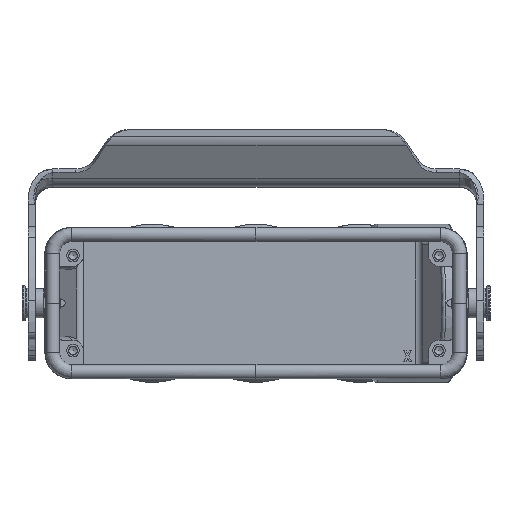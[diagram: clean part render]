
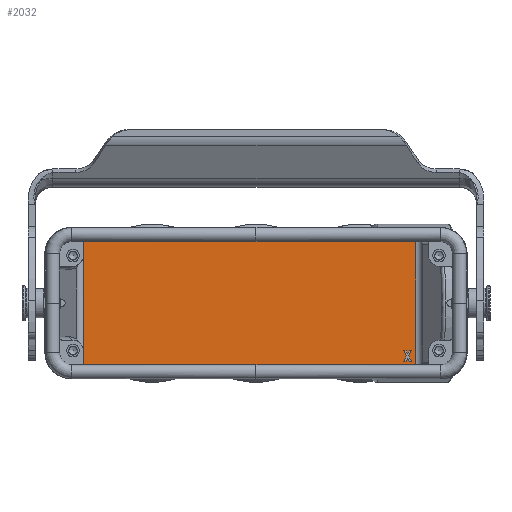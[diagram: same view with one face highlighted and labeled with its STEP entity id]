
A CAD part, front view. The second image highlights one B-rep face of the part: STEP entity #2032.
In plain terms, the highlighted planar face has unit normal (0, -1, 0).
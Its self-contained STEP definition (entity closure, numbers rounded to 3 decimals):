
#272=FACE_BOUND('',#4152,.T.);
#273=FACE_BOUND('',#4153,.T.);
#2032=ADVANCED_FACE('',(#272,#273),#2361,.F.);
#2361=PLANE('',#16727);
#4152=EDGE_LOOP('',(#9494,#9495,#9496,#9497,#9498,#9499));
#4153=EDGE_LOOP('',(#9500,#9501,#9502,#9503,#9504,#9505,#9506,#9507,#9508,
#9509,#9510,#9511));
#5126=CIRCLE('',#16718,1.);
#5129=CIRCLE('',#16725,1.);
#9494=ORIENTED_EDGE('',*,*,#13263,.F.);
#9495=ORIENTED_EDGE('',*,*,#13260,.F.);
#9496=ORIENTED_EDGE('',*,*,#13258,.F.);
#9497=ORIENTED_EDGE('',*,*,#13256,.F.);
#9498=ORIENTED_EDGE('',*,*,#13253,.F.);
#9499=ORIENTED_EDGE('',*,*,#13251,.F.);
#9500=ORIENTED_EDGE('',*,*,#13264,.F.);
#9501=ORIENTED_EDGE('',*,*,#13265,.F.);
#9502=ORIENTED_EDGE('',*,*,#13266,.F.);
#9503=ORIENTED_EDGE('',*,*,#13267,.F.);
#9504=ORIENTED_EDGE('',*,*,#13268,.F.);
#9505=ORIENTED_EDGE('',*,*,#13269,.F.);
#9506=ORIENTED_EDGE('',*,*,#13270,.F.);
#9507=ORIENTED_EDGE('',*,*,#13271,.F.);
#9508=ORIENTED_EDGE('',*,*,#13272,.F.);
#9509=ORIENTED_EDGE('',*,*,#13273,.F.);
#9510=ORIENTED_EDGE('',*,*,#13274,.F.);
#9511=ORIENTED_EDGE('',*,*,#13275,.F.);
#11019=VERTEX_POINT('',#32889);
#11020=VERTEX_POINT('',#32891);
#11021=VERTEX_POINT('',#32898);
#11022=VERTEX_POINT('',#32903);
#11023=VERTEX_POINT('',#32907);
#11024=VERTEX_POINT('',#32911);
#11025=VERTEX_POINT('',#32918);
#11026=VERTEX_POINT('',#32919);
#11027=VERTEX_POINT('',#32921);
#11028=VERTEX_POINT('',#32923);
#11029=VERTEX_POINT('',#32925);
#11030=VERTEX_POINT('',#32927);
#11031=VERTEX_POINT('',#32929);
#11032=VERTEX_POINT('',#32931);
#11033=VERTEX_POINT('',#32933);
#11034=VERTEX_POINT('',#32935);
#11035=VERTEX_POINT('',#32937);
#11036=VERTEX_POINT('',#32939);
#13251=EDGE_CURVE('',#11019,#11020,#14316,.T.);
#13253=EDGE_CURVE('',#11020,#11021,#5126,.T.);
#13256=EDGE_CURVE('',#11021,#11022,#14319,.T.);
#13258=EDGE_CURVE('',#11022,#11023,#14320,.T.);
#13260=EDGE_CURVE('',#11023,#11024,#14321,.T.);
#13263=EDGE_CURVE('',#11024,#11019,#5129,.T.);
#13264=EDGE_CURVE('',#11025,#11026,#14324,.T.);
#13265=EDGE_CURVE('',#11027,#11025,#14325,.T.);
#13266=EDGE_CURVE('',#11028,#11027,#14326,.T.);
#13267=EDGE_CURVE('',#11029,#11028,#14327,.T.);
#13268=EDGE_CURVE('',#11030,#11029,#14328,.T.);
#13269=EDGE_CURVE('',#11031,#11030,#14329,.T.);
#13270=EDGE_CURVE('',#11032,#11031,#14330,.T.);
#13271=EDGE_CURVE('',#11033,#11032,#14331,.T.);
#13272=EDGE_CURVE('',#11034,#11033,#14332,.T.);
#13273=EDGE_CURVE('',#11035,#11034,#14333,.T.);
#13274=EDGE_CURVE('',#11036,#11035,#14334,.T.);
#13275=EDGE_CURVE('',#11026,#11036,#14335,.T.);
#14316=LINE('',#32890,#15428);
#14319=LINE('',#32902,#15431);
#14320=LINE('',#32906,#15432);
#14321=LINE('',#32910,#15433);
#14324=LINE('',#32917,#15436);
#14325=LINE('',#32920,#15437);
#14326=LINE('',#32922,#15438);
#14327=LINE('',#32924,#15439);
#14328=LINE('',#32926,#15440);
#14329=LINE('',#32928,#15441);
#14330=LINE('',#32930,#15442);
#14331=LINE('',#32932,#15443);
#14332=LINE('',#32934,#15444);
#14333=LINE('',#32936,#15445);
#14334=LINE('',#32938,#15446);
#14335=LINE('',#32940,#15447);
#15428=VECTOR('',#20306,1.);
#15431=VECTOR('',#20315,1.);
#15432=VECTOR('',#20320,1.);
#15433=VECTOR('',#20325,1.);
#15436=VECTOR('',#20334,1.);
#15437=VECTOR('',#20335,1.);
#15438=VECTOR('',#20336,1.);
#15439=VECTOR('',#20337,1.);
#15440=VECTOR('',#20338,1.);
#15441=VECTOR('',#20339,1.);
#15442=VECTOR('',#20340,1.);
#15443=VECTOR('',#20341,1.);
#15444=VECTOR('',#20342,1.);
#15445=VECTOR('',#20343,1.);
#15446=VECTOR('',#20344,1.);
#15447=VECTOR('',#20345,1.);
#16718=AXIS2_PLACEMENT_3D('',#32897,#20309,#20310);
#16725=AXIS2_PLACEMENT_3D('',#32915,#20330,#20331);
#16727=AXIS2_PLACEMENT_3D('',#32941,#20346,#20347);
#20306=DIRECTION('',(0.,0.,1.));
#20309=DIRECTION('',(0.,1.,0.));
#20310=DIRECTION('',(-0.961,0.,0.275));
#20315=DIRECTION('',(1.,0.,0.));
#20320=DIRECTION('',(0.,0.,-1.));
#20325=DIRECTION('',(-1.,0.,0.));
#20330=DIRECTION('',(0.,1.,0.));
#20331=DIRECTION('',(0.,0.,-1.));
#20334=DIRECTION('',(0.447,0.,0.894));
#20335=DIRECTION('',(1.,0.,0.));
#20336=DIRECTION('',(-0.454,0.,-0.891));
#20337=DIRECTION('',(0.469,0.,-0.883));
#20338=DIRECTION('',(-1.,0.,0.));
#20339=DIRECTION('',(-0.472,0.,0.881));
#20340=DIRECTION('',(-0.472,0.,-0.881));
#20341=DIRECTION('',(-1.,0.,0.));
#20342=DIRECTION('',(0.454,0.,0.891));
#20343=DIRECTION('',(-0.454,0.,0.891));
#20344=DIRECTION('',(1.,0.,0.));
#20345=DIRECTION('',(0.447,0.,-0.894));
#20346=DIRECTION('',(0.,1.,0.));
#20347=DIRECTION('',(1.,0.,0.));
#32889=CARTESIAN_POINT('',(-37.841,0.102,-17.025));
#32890=CARTESIAN_POINT('',(-37.841,0.102,-17.025));
#32891=CARTESIAN_POINT('',(-37.841,0.102,17.025));
#32897=CARTESIAN_POINT('',(-36.879,0.102,16.75));
#32898=CARTESIAN_POINT('',(-36.879,0.102,17.75));
#32902=CARTESIAN_POINT('',(-36.879,0.102,17.75));
#32903=CARTESIAN_POINT('',(56.563,0.102,17.75));
#32906=CARTESIAN_POINT('',(56.563,0.102,17.75));
#32907=CARTESIAN_POINT('',(56.563,0.102,-17.75));
#32910=CARTESIAN_POINT('',(56.563,0.102,-17.75));
#32911=CARTESIAN_POINT('',(-36.879,0.102,-17.75));
#32915=CARTESIAN_POINT('',(-36.879,0.102,-16.75));
#32917=CARTESIAN_POINT('',(53.881,0.102,-16.5));
#32918=CARTESIAN_POINT('',(53.881,0.102,-16.5));
#32919=CARTESIAN_POINT('',(54.331,0.102,-15.6));
#32920=CARTESIAN_POINT('',(53.221,0.102,-16.5));
#32921=CARTESIAN_POINT('',(53.221,0.102,-16.5));
#32922=CARTESIAN_POINT('',(54.001,0.102,-14.97));
#32923=CARTESIAN_POINT('',(54.001,0.102,-14.97));
#32924=CARTESIAN_POINT('',(53.221,0.102,-13.5));
#32925=CARTESIAN_POINT('',(53.221,0.102,-13.5));
#32926=CARTESIAN_POINT('',(53.881,0.102,-13.5));
#32927=CARTESIAN_POINT('',(53.881,0.102,-13.5));
#32928=CARTESIAN_POINT('',(54.331,0.102,-14.34));
#32929=CARTESIAN_POINT('',(54.331,0.102,-14.34));
#32930=CARTESIAN_POINT('',(54.781,0.102,-13.5));
#32931=CARTESIAN_POINT('',(54.781,0.102,-13.5));
#32932=CARTESIAN_POINT('',(55.411,0.102,-13.5));
#32933=CARTESIAN_POINT('',(55.411,0.102,-13.5));
#32934=CARTESIAN_POINT('',(54.661,0.102,-14.97));
#32935=CARTESIAN_POINT('',(54.661,0.102,-14.97));
#32936=CARTESIAN_POINT('',(55.441,0.102,-16.5));
#32937=CARTESIAN_POINT('',(55.441,0.102,-16.5));
#32938=CARTESIAN_POINT('',(54.781,0.102,-16.5));
#32939=CARTESIAN_POINT('',(54.781,0.102,-16.5));
#32940=CARTESIAN_POINT('',(54.331,0.102,-15.6));
#32941=CARTESIAN_POINT('',(-39.879,0.102,18.05));
